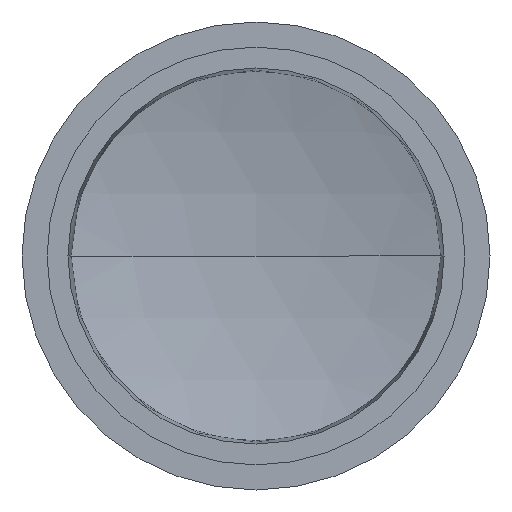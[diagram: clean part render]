
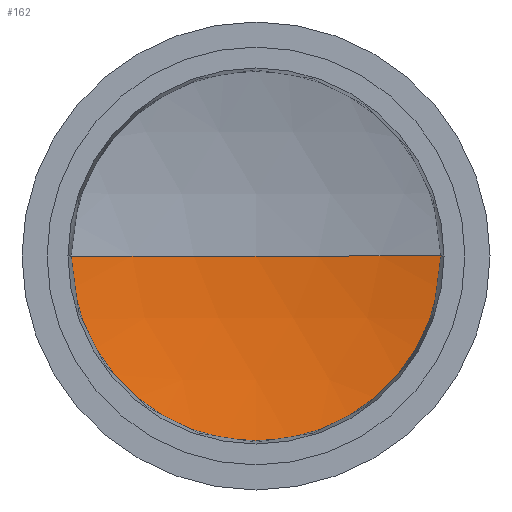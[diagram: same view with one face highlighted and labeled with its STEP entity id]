
A CAD part, front view. The second image highlights one B-rep face of the part: STEP entity #162.
In plain terms, the highlighted spherical face has radius 87.061 mm.
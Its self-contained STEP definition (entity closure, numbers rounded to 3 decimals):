
#3 = EDGE_CURVE ( 'NONE', #86, #47, #40, .T. ) ;
#11 = CARTESIAN_POINT ( 'NONE',  ( 0., -84.861, 0. ) ) ;
#20 = DIRECTION ( 'NONE',  ( -1., 0., 0. ) ) ;
#28 = ORIENTED_EDGE ( 'NONE', *, *, #235, .F. ) ;
#40 = CIRCLE ( 'NONE', #190, 87.061 ) ;
#47 = VERTEX_POINT ( 'NONE', #332 ) ;
#86 = VERTEX_POINT ( 'NONE', #223 ) ;
#88 = AXIS2_PLACEMENT_3D ( 'NONE', #127, #265, #344 ) ;
#95 = CARTESIAN_POINT ( 'NONE',  ( 0., -84.861, 0. ) ) ;
#100 = EDGE_LOOP ( 'NONE', ( #28, #131, #298 ) ) ;
#101 = CARTESIAN_POINT ( 'NONE',  ( -22.121, -0.657, 0. ) ) ;
#127 = CARTESIAN_POINT ( 'NONE',  ( 0., -84.861, 0. ) ) ;
#131 = ORIENTED_EDGE ( 'NONE', *, *, #3, .T. ) ;
#154 = AXIS2_PLACEMENT_3D ( 'NONE', #207, #266, #180 ) ;
#162 = ADVANCED_FACE ( 'NONE', ( #312 ), #167, .F. ) ;
#167 = SPHERICAL_SURFACE ( 'NONE', #304, 87.061 ) ;
#173 = DIRECTION ( 'NONE',  ( 0., 0., 1. ) ) ;
#180 = DIRECTION ( 'NONE',  ( -1., 0., 0. ) ) ;
#190 = AXIS2_PLACEMENT_3D ( 'NONE', #11, #311, #246 ) ;
#207 = CARTESIAN_POINT ( 'NONE',  ( 0., -0.657, 0. ) ) ;
#223 = CARTESIAN_POINT ( 'NONE',  ( 22.121, -0.657, 0. ) ) ;
#235 = EDGE_CURVE ( 'NONE', #86, #244, #262, .T. ) ;
#244 = VERTEX_POINT ( 'NONE', #101 ) ;
#246 = DIRECTION ( 'NONE',  ( 1., 0., 0. ) ) ;
#248 = EDGE_CURVE ( 'NONE', #244, #47, #249, .T. ) ;
#249 = CIRCLE ( 'NONE', #88, 87.061 ) ;
#262 = CIRCLE ( 'NONE', #154, 22.121 ) ;
#265 = DIRECTION ( 'NONE',  ( 0., 0., -1. ) ) ;
#266 = DIRECTION ( 'NONE',  ( 0., 1., 0. ) ) ;
#298 = ORIENTED_EDGE ( 'NONE', *, *, #248, .F. ) ;
#304 = AXIS2_PLACEMENT_3D ( 'NONE', #95, #173, #20 ) ;
#311 = DIRECTION ( 'NONE',  ( 0., 0., 1. ) ) ;
#312 = FACE_OUTER_BOUND ( 'NONE', #100, .T. ) ;
#332 = CARTESIAN_POINT ( 'NONE',  ( 0., 2.2, 0. ) ) ;
#344 = DIRECTION ( 'NONE',  ( -1., 0., 0. ) ) ;
